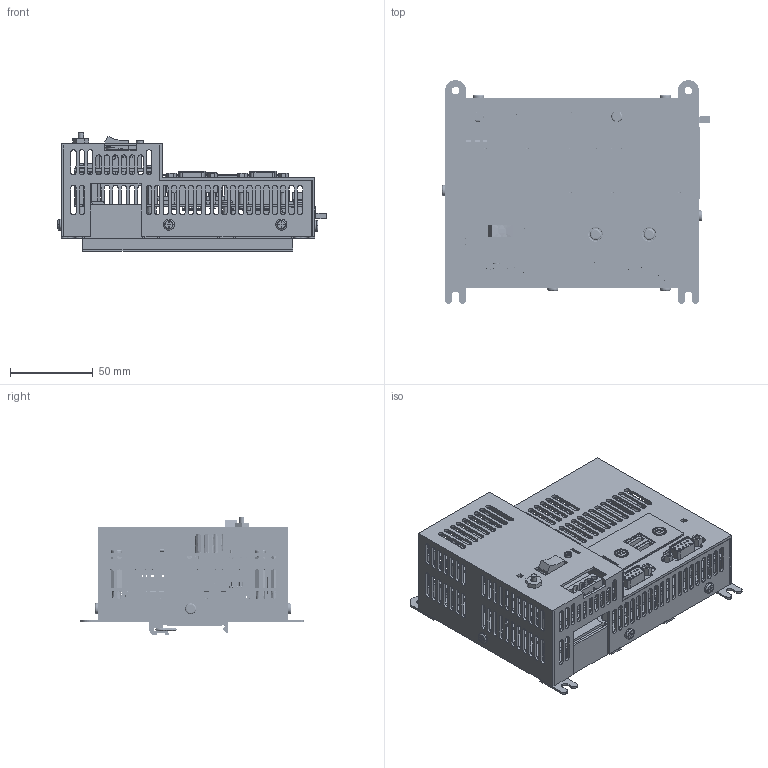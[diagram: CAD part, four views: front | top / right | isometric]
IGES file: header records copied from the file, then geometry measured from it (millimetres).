
Start section:  PTC IGES file: pa200.igs
Global section: file name: pa200.igs; native system: Pro/ENGINEER by Parametric Technology Corporation; preprocessor: 2008070; author: jb17719; organization: Unknown; date: 20091109.185950; units: inch
Bounding box: 162.26 x 135.5 x 71.55 mm (x, y, z)
Volume: 205788.5 mm3; surface area: 228573.1 mm2
Topology: 4 solids, 4 shells, 8141 faces, 23230 edges, 15329 vertices
Faces by surface type: bspline 8141
